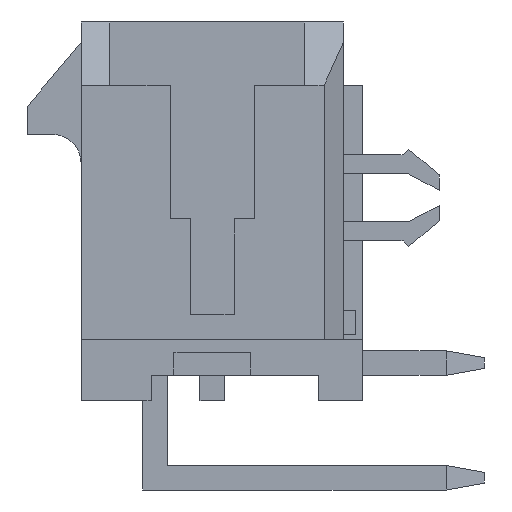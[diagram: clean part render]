
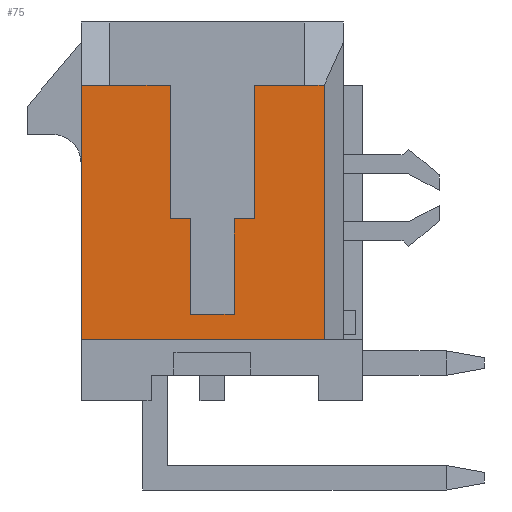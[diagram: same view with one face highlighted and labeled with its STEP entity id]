
A CAD part, left-side view. The second image highlights one B-rep face of the part: STEP entity #75.
In plain terms, the highlighted planar face has unit normal (-1, 0, 0).
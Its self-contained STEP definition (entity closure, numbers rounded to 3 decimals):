
#75=ADVANCED_FACE('',(#511),#512,.F.);
#511=FACE_OUTER_BOUND('',#1378,.T.);
#512=PLANE('',#1379);
#1378=EDGE_LOOP('',(#2250,#2251,#2252,#2253,#2254,#2255,#2256,#2257,#2258,#2259,#2260,#2261,#2262,#2263));
#1379=AXIS2_PLACEMENT_3D('',#2264,#2265,#2266);
#2250=ORIENTED_EDGE('',*,*,#5602,.T.);
#2251=ORIENTED_EDGE('',*,*,#5603,.T.);
#2252=ORIENTED_EDGE('',*,*,#5604,.T.);
#2253=ORIENTED_EDGE('',*,*,#5605,.T.);
#2254=ORIENTED_EDGE('',*,*,#5606,.T.);
#2255=ORIENTED_EDGE('',*,*,#5607,.F.);
#2256=ORIENTED_EDGE('',*,*,#5608,.T.);
#2257=ORIENTED_EDGE('',*,*,#5609,.F.);
#2258=ORIENTED_EDGE('',*,*,#5610,.F.);
#2259=ORIENTED_EDGE('',*,*,#5611,.F.);
#2260=ORIENTED_EDGE('',*,*,#5612,.F.);
#2261=ORIENTED_EDGE('',*,*,#5613,.F.);
#2262=ORIENTED_EDGE('',*,*,#5614,.T.);
#2263=ORIENTED_EDGE('',*,*,#5615,.T.);
#2264=CARTESIAN_POINT('',(-7.825,0.0,0.0));
#2265=DIRECTION('',(1.0,0.0,0.0));
#2266=DIRECTION('',(0.0,1.0,0.0));
#5602=EDGE_CURVE('',#6714,#6715,#6716,.T.);
#5603=EDGE_CURVE('',#6715,#6717,#6718,.T.);
#5604=EDGE_CURVE('',#6717,#6719,#6720,.T.);
#5605=EDGE_CURVE('',#6719,#6721,#6722,.T.);
#5606=EDGE_CURVE('',#6721,#6723,#6724,.T.);
#5607=EDGE_CURVE('',#6725,#6723,#6726,.T.);
#5608=EDGE_CURVE('',#6725,#6727,#6728,.T.);
#5609=EDGE_CURVE('',#6729,#6727,#6730,.T.);
#5610=EDGE_CURVE('',#6731,#6729,#6732,.T.);
#5611=EDGE_CURVE('',#6733,#6731,#6734,.T.);
#5612=EDGE_CURVE('',#6735,#6733,#6736,.T.);
#5613=EDGE_CURVE('',#6737,#6735,#6738,.T.);
#5614=EDGE_CURVE('',#6737,#6739,#6740,.T.);
#5615=EDGE_CURVE('',#6739,#6714,#6741,.T.);
#6714=VERTEX_POINT('',#8419);
#6715=VERTEX_POINT('',#8420);
#6716=LINE('',#8421,#8422);
#6717=VERTEX_POINT('',#8423);
#6718=LINE('',#8424,#8425);
#6719=VERTEX_POINT('',#8426);
#6720=LINE('',#8427,#8428);
#6721=VERTEX_POINT('',#8429);
#6722=LINE('',#8430,#8431);
#6723=VERTEX_POINT('',#8432);
#6724=LINE('',#8433,#8434);
#6725=VERTEX_POINT('',#8435);
#6726=LINE('',#8436,#8437);
#6727=VERTEX_POINT('',#8438);
#6728=LINE('',#8439,#8440);
#6729=VERTEX_POINT('',#8441);
#6730=LINE('',#8442,#8443);
#6731=VERTEX_POINT('',#8444);
#6732=LINE('',#8445,#8446);
#6733=VERTEX_POINT('',#8447);
#6734=LINE('',#8448,#8449);
#6735=VERTEX_POINT('',#8450);
#6736=LINE('',#8451,#8452);
#6737=VERTEX_POINT('',#8453);
#6738=LINE('',#8454,#8455);
#6739=VERTEX_POINT('',#8456);
#6740=LINE('',#8457,#8458);
#6741=LINE('',#8459,#8460);
#8419=CARTESIAN_POINT('',(-7.825,-1.1,-0.195));
#8420=CARTESIAN_POINT('',(-7.825,-0.575,-0.195));
#8421=CARTESIAN_POINT('',(-7.825,-1.1,-0.195));
#8422=VECTOR('',#11159,0.525);
#8423=CARTESIAN_POINT('',(-7.825,-0.575,-2.695));
#8424=CARTESIAN_POINT('',(-7.825,-0.575,-0.195));
#8425=VECTOR('',#11160,2.5);
#8426=CARTESIAN_POINT('',(-7.825,0.575,-2.695));
#8427=CARTESIAN_POINT('',(-7.825,-0.575,-2.695));
#8428=VECTOR('',#11161,1.15);
#8429=CARTESIAN_POINT('',(-7.825,0.575,-0.195));
#8430=CARTESIAN_POINT('',(-7.825,0.575,-2.695));
#8431=VECTOR('',#11162,2.5);
#8432=CARTESIAN_POINT('',(-7.825,1.1,-0.195));
#8433=CARTESIAN_POINT('',(-7.825,0.575,-0.195));
#8434=VECTOR('',#11163,0.525);
#8435=CARTESIAN_POINT('',(-7.825,1.1,3.305));
#8436=CARTESIAN_POINT('',(-7.825,1.1,3.305));
#8437=VECTOR('',#11164,3.5);
#8438=CARTESIAN_POINT('',(-7.825,2.68,3.305));
#8439=CARTESIAN_POINT('',(-7.825,1.1,3.305));
#8440=VECTOR('',#11165,1.58);
#8441=CARTESIAN_POINT('',(-7.825,3.43,3.305));
#8442=CARTESIAN_POINT('',(-7.825,3.43,3.305));
#8443=VECTOR('',#11166,0.75);
#8444=CARTESIAN_POINT('',(-7.825,3.43,-3.355));
#8445=CARTESIAN_POINT('',(-7.825,3.43,-3.355));
#8446=VECTOR('',#11167,6.66);
#8447=CARTESIAN_POINT('',(-7.825,-2.93,-3.355));
#8448=CARTESIAN_POINT('',(-7.825,-2.93,-3.355));
#8449=VECTOR('',#11168,6.36);
#8450=CARTESIAN_POINT('',(-7.825,-2.93,3.305));
#8451=CARTESIAN_POINT('',(-7.825,-2.93,3.305));
#8452=VECTOR('',#11169,6.66);
#8453=CARTESIAN_POINT('',(-7.825,-2.41,3.305));
#8454=CARTESIAN_POINT('',(-7.825,-2.41,3.305));
#8455=VECTOR('',#11170,0.52);
#8456=CARTESIAN_POINT('',(-7.825,-1.1,3.305));
#8457=CARTESIAN_POINT('',(-7.825,-2.41,3.305));
#8458=VECTOR('',#11171,1.31);
#8459=CARTESIAN_POINT('',(-7.825,-1.1,3.305));
#8460=VECTOR('',#11172,3.5);
#11159=DIRECTION('',(0.0,1.0,0.0));
#11160=DIRECTION('',(0.0,0.0,-1.0));
#11161=DIRECTION('',(0.0,1.0,0.0));
#11162=DIRECTION('',(0.0,0.0,1.0));
#11163=DIRECTION('',(0.0,1.0,0.0));
#11164=DIRECTION('',(0.0,0.0,-1.0));
#11165=DIRECTION('',(0.0,1.0,0.0));
#11166=DIRECTION('',(0.0,-1.0,0.0));
#11167=DIRECTION('',(0.0,0.0,1.0));
#11168=DIRECTION('',(0.0,1.0,0.0));
#11169=DIRECTION('',(0.0,0.0,-1.0));
#11170=DIRECTION('',(0.0,-1.0,0.0));
#11171=DIRECTION('',(0.0,1.0,0.0));
#11172=DIRECTION('',(0.0,0.0,-1.0));
